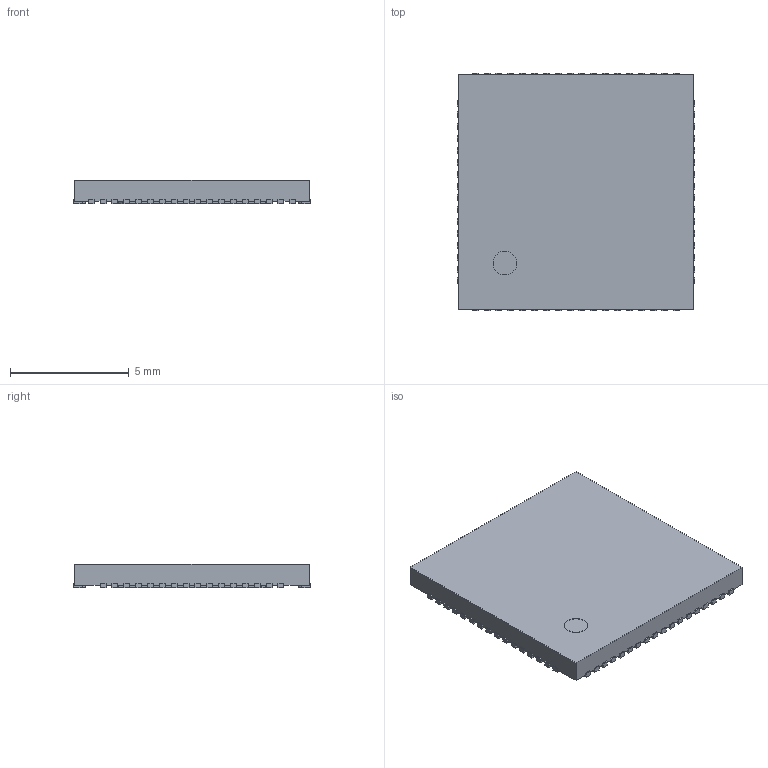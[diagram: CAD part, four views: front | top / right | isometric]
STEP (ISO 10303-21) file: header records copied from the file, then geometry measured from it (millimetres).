
FILE_DESCRIPTION(/* description */ ('model of QFN-72-1EP_10x10mm_P0.5mm_EP6.2x6.2mm'),/* implementation_level */ '2;1');
FILE_NAME(/* name */ 'QFN-72-1EP_10x10mm_P0.5mm_EP6.2x6.2mm.step',/* time_stamp */ '2023-05-11T23:21:35',/* author */ ('kicad StepUp','ksu'),/* organization */ ('FreeCAD'),/* preprocessor_version */ 'OCC',/* originating_system */ 'kicad StepUp',/* authorisation */ '');
FILE_SCHEMA(('AUTOMOTIVE_DESIGN { 1 0 10303 214 1 1 1 1 }'));
Length unit declared in the file: millimetre
Products named in the file (1): QFN_72_1EP_10x10mm_P05mm_EP62x62mm
Bounding box: 10 x 10 x 1 mm (x, y, z)
Volume: 92.9 mm3; surface area: 246 mm2
Topology: 1 solids, 1 shells, 422 faces, 1254 edges, 836 vertices
Faces by surface type: plane 353, cylinder 69
Full cylindrical faces by diameter (mm): 1 x1
Entity records: 14056 total; most frequent: CARTESIAN_POINT 2513, ORIENTED_EDGE 2508, DIRECTION 2238, EDGE_CURVE 1254, LINE 1116, VECTOR 1116, VERTEX_POINT 836, AXIS2_PLACEMENT_3D 561
